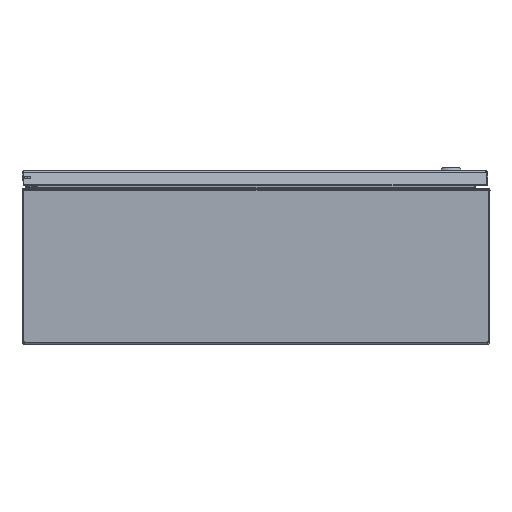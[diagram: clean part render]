
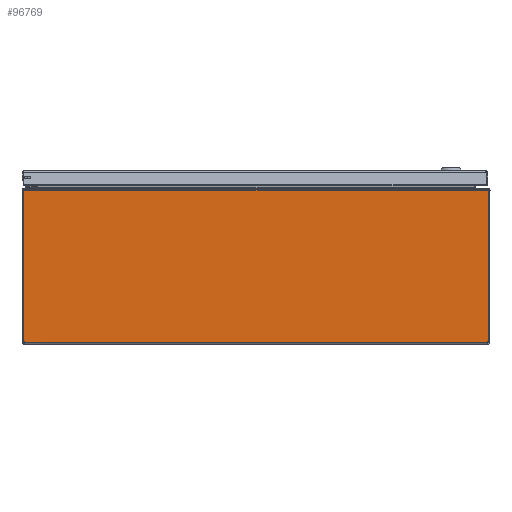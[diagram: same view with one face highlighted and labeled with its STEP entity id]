
A CAD part, front view. The second image highlights one B-rep face of the part: STEP entity #96769.
In plain terms, the highlighted planar face has unit normal (0, -1, 0).
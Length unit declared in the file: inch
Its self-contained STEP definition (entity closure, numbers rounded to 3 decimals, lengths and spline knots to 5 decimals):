
#846 = CARTESIAN_POINT ( 'NONE',  ( 11.963, -13.66888, 7.89475 ) ) ;
#850 = EDGE_CURVE ( 'NONE', #29766, #86648, #14150, .T. ) ;
#9462 = DIRECTION ( 'NONE',  ( 0., 0., -1. ) ) ;
#12281 = FACE_OUTER_BOUND ( 'NONE', #75896, .T. ) ;
#13322 = EDGE_CURVE ( 'NONE', #75698, #86648, #48706, .T. ) ;
#14150 = CIRCLE ( 'NONE', #95190, 0.07 ) ;
#18879 = CARTESIAN_POINT ( 'NONE',  ( -11.963, -13.66888, 0.10525 ) ) ;
#19466 = CIRCLE ( 'NONE', #110758, 0.07 ) ;
#19486 = ORIENTED_EDGE ( 'NONE', *, *, #13322, .F. ) ;
#20479 = CARTESIAN_POINT ( 'NONE',  ( 11.963, -13.66888, 0.10525 ) ) ;
#25730 = CARTESIAN_POINT ( 'NONE',  ( -11.88277, -13.66888, 0.10525 ) ) ;
#28929 = DIRECTION ( 'NONE',  ( 1., 0., 0. ) ) ;
#29766 = VERTEX_POINT ( 'NONE', #38009 ) ;
#34381 = EDGE_CURVE ( 'NONE', #89320, #36418, #61306, .T. ) ;
#34535 = LINE ( 'NONE', #64518, #67877 ) ;
#34951 = DIRECTION ( 'NONE',  ( 0., 1., 0. ) ) ;
#35020 = DIRECTION ( 'NONE',  ( 0., 1., 0. ) ) ;
#35080 = CARTESIAN_POINT ( 'NONE',  ( 11.93789, -13.66888, 0.06211 ) ) ;
#35719 = DIRECTION ( 'NONE',  ( 0., 0., 1. ) ) ;
#36418 = VERTEX_POINT ( 'NONE', #38615 ) ;
#38009 = CARTESIAN_POINT ( 'NONE',  ( 11.88277, -13.66888, 0.10525 ) ) ;
#38615 = CARTESIAN_POINT ( 'NONE',  ( -11.963, -13.66888, 7.89475 ) ) ;
#40816 = CARTESIAN_POINT ( 'NONE',  ( 11.963, -13.66888, 0.12745 ) ) ;
#43406 = AXIS2_PLACEMENT_3D ( 'NONE', #52466, #34951, #35719 ) ;
#45481 = DIRECTION ( 'NONE',  ( 0., 0., 1. ) ) ;
#48522 = DIRECTION ( 'NONE',  ( -1., 0., 0. ) ) ;
#48706 = LINE ( 'NONE', #20479, #56721 ) ;
#50294 = VERTEX_POINT ( 'NONE', #25730 ) ;
#52229 = DIRECTION ( 'NONE',  ( 0., 0., -1. ) ) ;
#52466 = CARTESIAN_POINT ( 'NONE',  ( 0., -13.66888, -13.54466 ) ) ;
#56721 = VECTOR ( 'NONE', #98518, 39.37008 ) ;
#61306 = LINE ( 'NONE', #18879, #69257 ) ;
#64518 = CARTESIAN_POINT ( 'NONE',  ( 0., -13.66888, 0.10525 ) ) ;
#67877 = VECTOR ( 'NONE', #48522, 39.37008 ) ;
#67983 = ORIENTED_EDGE ( 'NONE', *, *, #34381, .F. ) ;
#69257 = VECTOR ( 'NONE', #45481, 39.37008 ) ;
#71017 = CARTESIAN_POINT ( 'NONE',  ( 0., -13.66888, 7.89475 ) ) ;
#71767 = ORIENTED_EDGE ( 'NONE', *, *, #106931, .F. ) ;
#71890 = EDGE_CURVE ( 'NONE', #89320, #50294, #19466, .T. ) ;
#75698 = VERTEX_POINT ( 'NONE', #846 ) ;
#75896 = EDGE_LOOP ( 'NONE', ( #71767, #90207, #19486, #77573, #67983, #93923 ) ) ;
#77573 = ORIENTED_EDGE ( 'NONE', *, *, #96819, .F. ) ;
#77690 = VECTOR ( 'NONE', #28929, 39.37008 ) ;
#77792 = PLANE ( 'NONE',  #43406 ) ;
#78554 = CARTESIAN_POINT ( 'NONE',  ( -11.963, -13.66888, 0.12745 ) ) ;
#86648 = VERTEX_POINT ( 'NONE', #40816 ) ;
#89320 = VERTEX_POINT ( 'NONE', #78554 ) ;
#90207 = ORIENTED_EDGE ( 'NONE', *, *, #850, .T. ) ;
#91165 = LINE ( 'NONE', #71017, #77690 ) ;
#93923 = ORIENTED_EDGE ( 'NONE', *, *, #71890, .T. ) ;
#95190 = AXIS2_PLACEMENT_3D ( 'NONE', #35080, #103324, #52229 ) ;
#96191 = CARTESIAN_POINT ( 'NONE',  ( -11.93789, -13.66888, 0.06211 ) ) ;
#96769 = ADVANCED_FACE ( 'NONE', ( #12281 ), #77792, .F. ) ;
#96819 = EDGE_CURVE ( 'NONE', #36418, #75698, #91165, .T. ) ;
#98518 = DIRECTION ( 'NONE',  ( 0., 0., -1. ) ) ;
#103324 = DIRECTION ( 'NONE',  ( 0., 1., 0. ) ) ;
#106931 = EDGE_CURVE ( 'NONE', #29766, #50294, #34535, .T. ) ;
#110758 = AXIS2_PLACEMENT_3D ( 'NONE', #96191, #35020, #9462 ) ;
